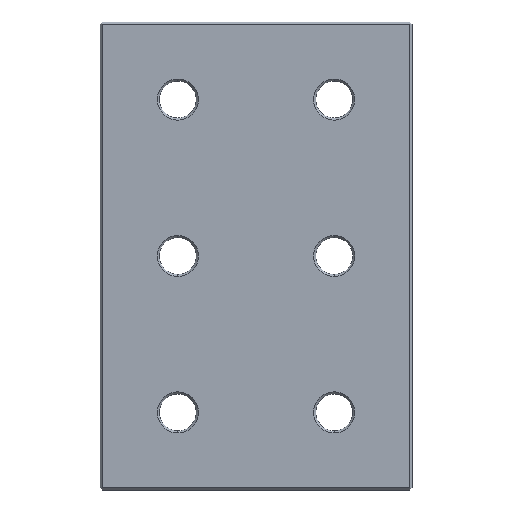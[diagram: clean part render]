
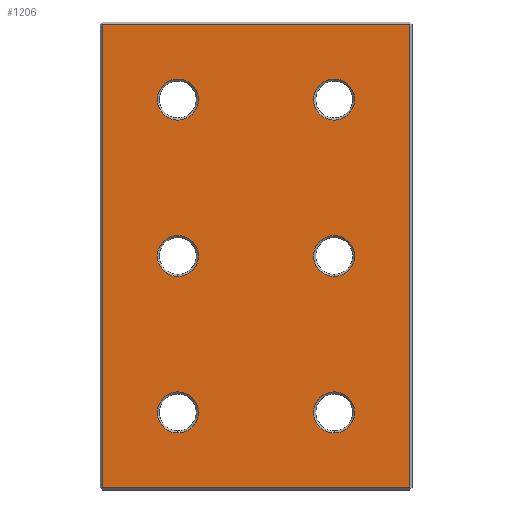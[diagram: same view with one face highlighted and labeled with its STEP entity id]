
A CAD part, front view. The second image highlights one B-rep face of the part: STEP entity #1206.
In plain terms, the highlighted planar face has unit normal (0, -1, 0).
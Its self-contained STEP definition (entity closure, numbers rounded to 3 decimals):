
#38 = DIRECTION ( 'NONE',  ( 0., 1., 0. ) ) ;
#46 = EDGE_CURVE ( 'NONE', #570, #1226, #1016, .T. ) ;
#52 = VERTEX_POINT ( 'NONE', #1030 ) ;
#58 = CARTESIAN_POINT ( 'NONE',  ( 19.05, 0., 38.1 ) ) ;
#61 = CIRCLE ( 'NONE', #775, 5. ) ;
#81 = CARTESIAN_POINT ( 'NONE',  ( -38., 0., 56.5 ) ) ;
#86 = AXIS2_PLACEMENT_3D ( 'NONE', #585, #38, #199 ) ;
#105 = EDGE_CURVE ( 'NONE', #283, #1518, #896, .T. ) ;
#119 = FACE_BOUND ( 'NONE', #1074, .T. ) ;
#139 = CARTESIAN_POINT ( 'NONE',  ( 37.5, 0., -56.5 ) ) ;
#151 = DIRECTION ( 'NONE',  ( 0., 1., 0. ) ) ;
#166 = CARTESIAN_POINT ( 'NONE',  ( -19.05, 0., -33.1 ) ) ;
#177 = ORIENTED_EDGE ( 'NONE', *, *, #409, .T. ) ;
#179 = AXIS2_PLACEMENT_3D ( 'NONE', #1463, #1709, #1052 ) ;
#199 = DIRECTION ( 'NONE',  ( 0., 0., 1. ) ) ;
#208 = DIRECTION ( 'NONE',  ( 0., 0., 1. ) ) ;
#218 = VERTEX_POINT ( 'NONE', #1699 ) ;
#237 = CIRCLE ( 'NONE', #1314, 5. ) ;
#248 = AXIS2_PLACEMENT_3D ( 'NONE', #1340, #151, #402 ) ;
#269 = CARTESIAN_POINT ( 'NONE',  ( 19.05, 0., -38.1 ) ) ;
#283 = VERTEX_POINT ( 'NONE', #1572 ) ;
#284 = DIRECTION ( 'NONE',  ( 0., 1., 0. ) ) ;
#296 = CARTESIAN_POINT ( 'NONE',  ( -19.05, 0., 5. ) ) ;
#316 = CARTESIAN_POINT ( 'NONE',  ( -19.05, 0., 0. ) ) ;
#323 = DIRECTION ( 'NONE',  ( 0., 1., 0. ) ) ;
#330 = LINE ( 'NONE', #730, #633 ) ;
#331 = EDGE_LOOP ( 'NONE', ( #1506, #1445 ) ) ;
#332 = EDGE_CURVE ( 'NONE', #622, #936, #605, .T. ) ;
#335 = DIRECTION ( 'NONE',  ( 0., 0., 1. ) ) ;
#337 = ORIENTED_EDGE ( 'NONE', *, *, #758, .T. ) ;
#371 = EDGE_CURVE ( 'NONE', #792, #1694, #330, .T. ) ;
#389 = CIRCLE ( 'NONE', #1204, 5. ) ;
#396 = FACE_BOUND ( 'NONE', #331, .T. ) ;
#402 = DIRECTION ( 'NONE',  ( 0., 0., 1. ) ) ;
#409 = EDGE_CURVE ( 'NONE', #747, #1582, #237, .T. ) ;
#431 = CIRCLE ( 'NONE', #1088, 5. ) ;
#439 = DIRECTION ( 'NONE',  ( 0., 0., 1. ) ) ;
#442 = CARTESIAN_POINT ( 'NONE',  ( 19.05, 0., 33.1 ) ) ;
#461 = EDGE_CURVE ( 'NONE', #1694, #283, #1161, .T. ) ;
#467 = DIRECTION ( 'NONE',  ( 0., 1., 0. ) ) ;
#477 = AXIS2_PLACEMENT_3D ( 'NONE', #58, #708, #1228 ) ;
#487 = DIRECTION ( 'NONE',  ( 0., 0., 1. ) ) ;
#521 = DIRECTION ( 'NONE',  ( 0., 1., 0. ) ) ;
#534 = EDGE_LOOP ( 'NONE', ( #828, #1526 ) ) ;
#539 = CIRCLE ( 'NONE', #1658, 5. ) ;
#565 = ORIENTED_EDGE ( 'NONE', *, *, #1656, .T. ) ;
#569 = VERTEX_POINT ( 'NONE', #654 ) ;
#570 = VERTEX_POINT ( 'NONE', #1152 ) ;
#585 = CARTESIAN_POINT ( 'NONE',  ( -19.05, 0., 0. ) ) ;
#587 = ORIENTED_EDGE ( 'NONE', *, *, #105, .T. ) ;
#596 = DIRECTION ( 'NONE',  ( 1., 0., 0. ) ) ;
#600 = DIRECTION ( 'NONE',  ( 0., 1., 0. ) ) ;
#605 = CIRCLE ( 'NONE', #86, 5. ) ;
#622 = VERTEX_POINT ( 'NONE', #296 ) ;
#633 = VECTOR ( 'NONE', #596, 1000. ) ;
#636 = VERTEX_POINT ( 'NONE', #442 ) ;
#637 = CIRCLE ( 'NONE', #1129, 5. ) ;
#640 = DIRECTION ( 'NONE',  ( 0., 1., 0. ) ) ;
#654 = CARTESIAN_POINT ( 'NONE',  ( 19.05, 0., 43.1 ) ) ;
#664 = AXIS2_PLACEMENT_3D ( 'NONE', #1148, #640, #487 ) ;
#669 = FACE_BOUND ( 'NONE', #1710, .T. ) ;
#675 = CIRCLE ( 'NONE', #248, 5. ) ;
#706 = DIRECTION ( 'NONE',  ( 0., 1., 0. ) ) ;
#708 = DIRECTION ( 'NONE',  ( 0., 1., 0. ) ) ;
#715 = CARTESIAN_POINT ( 'NONE',  ( -19.05, 0., -38.1 ) ) ;
#717 = ORIENTED_EDGE ( 'NONE', *, *, #461, .T. ) ;
#721 = VECTOR ( 'NONE', #1147, 1000. ) ;
#724 = DIRECTION ( 'NONE',  ( 0., 0., 1. ) ) ;
#727 = CARTESIAN_POINT ( 'NONE',  ( -19.05, 0., 43.1 ) ) ;
#728 = DIRECTION ( 'NONE',  ( 0., 1., 0. ) ) ;
#730 = CARTESIAN_POINT ( 'NONE',  ( -38., 0., -56.5 ) ) ;
#744 = CARTESIAN_POINT ( 'NONE',  ( -37.5, 0., 56.5 ) ) ;
#747 = VERTEX_POINT ( 'NONE', #166 ) ;
#758 = EDGE_CURVE ( 'NONE', #636, #569, #938, .T. ) ;
#775 = AXIS2_PLACEMENT_3D ( 'NONE', #715, #706, #1239 ) ;
#787 = CARTESIAN_POINT ( 'NONE',  ( -37.5, 0., -56.5 ) ) ;
#792 = VERTEX_POINT ( 'NONE', #787 ) ;
#802 = DIRECTION ( 'NONE',  ( 0., 0., 1. ) ) ;
#828 = ORIENTED_EDGE ( 'NONE', *, *, #1417, .T. ) ;
#853 = EDGE_LOOP ( 'NONE', ( #1442, #565 ) ) ;
#896 = LINE ( 'NONE', #81, #721 ) ;
#922 = PLANE ( 'NONE',  #179 ) ;
#925 = CARTESIAN_POINT ( 'NONE',  ( -19.05, 0., -43.1 ) ) ;
#936 = VERTEX_POINT ( 'NONE', #1201 ) ;
#938 = CIRCLE ( 'NONE', #477, 5. ) ;
#942 = FACE_BOUND ( 'NONE', #853, .T. ) ;
#945 = EDGE_CURVE ( 'NONE', #218, #1365, #431, .T. ) ;
#974 = DIRECTION ( 'NONE',  ( 0., 0., 1. ) ) ;
#988 = DIRECTION ( 'NONE',  ( 0., 1., 0. ) ) ;
#999 = CARTESIAN_POINT ( 'NONE',  ( 19.05, 0., 0. ) ) ;
#1012 = CIRCLE ( 'NONE', #664, 5. ) ;
#1016 = CIRCLE ( 'NONE', #1238, 5. ) ;
#1027 = EDGE_CURVE ( 'NONE', #1094, #52, #675, .T. ) ;
#1030 = CARTESIAN_POINT ( 'NONE',  ( -19.05, 0., 33.1 ) ) ;
#1043 = DIRECTION ( 'NONE',  ( 0., 0., 1. ) ) ;
#1052 = DIRECTION ( 'NONE',  ( 1., 0., 0. ) ) ;
#1074 = EDGE_LOOP ( 'NONE', ( #1707, #177 ) ) ;
#1079 = LINE ( 'NONE', #1512, #1304 ) ;
#1088 = AXIS2_PLACEMENT_3D ( 'NONE', #269, #284, #802 ) ;
#1094 = VERTEX_POINT ( 'NONE', #727 ) ;
#1103 = CARTESIAN_POINT ( 'NONE',  ( 19.05, 0., -33.1 ) ) ;
#1111 = CARTESIAN_POINT ( 'NONE',  ( 19.05, 0., 38.1 ) ) ;
#1116 = ORIENTED_EDGE ( 'NONE', *, *, #1722, .T. ) ;
#1129 = AXIS2_PLACEMENT_3D ( 'NONE', #1248, #728, #335 ) ;
#1147 = DIRECTION ( 'NONE',  ( -1., 0., 0. ) ) ;
#1148 = CARTESIAN_POINT ( 'NONE',  ( -19.05, 0., 38.1 ) ) ;
#1152 = CARTESIAN_POINT ( 'NONE',  ( 19.05, 0., -5. ) ) ;
#1161 = LINE ( 'NONE', #1312, #1426 ) ;
#1201 = CARTESIAN_POINT ( 'NONE',  ( -19.05, 0., -5. ) ) ;
#1204 = AXIS2_PLACEMENT_3D ( 'NONE', #316, #600, #974 ) ;
#1206 = ADVANCED_FACE ( 'NONE', ( #942, #1325, #119, #396, #669, #1591, #1600 ), #922, .F. ) ;
#1213 = ORIENTED_EDGE ( 'NONE', *, *, #46, .T. ) ;
#1215 = CARTESIAN_POINT ( 'NONE',  ( 19.05, 0., -38.1 ) ) ;
#1226 = VERTEX_POINT ( 'NONE', #1334 ) ;
#1228 = DIRECTION ( 'NONE',  ( 0., 0., 1. ) ) ;
#1238 = AXIS2_PLACEMENT_3D ( 'NONE', #999, #521, #1273 ) ;
#1239 = DIRECTION ( 'NONE',  ( 0., 0., 1. ) ) ;
#1248 = CARTESIAN_POINT ( 'NONE',  ( 19.05, 0., 0. ) ) ;
#1273 = DIRECTION ( 'NONE',  ( 0., 0., 1. ) ) ;
#1286 = EDGE_LOOP ( 'NONE', ( #1213, #1292 ) ) ;
#1292 = ORIENTED_EDGE ( 'NONE', *, *, #1329, .T. ) ;
#1304 = VECTOR ( 'NONE', #1337, 1000. ) ;
#1312 = CARTESIAN_POINT ( 'NONE',  ( 37.5, 0., 57. ) ) ;
#1314 = AXIS2_PLACEMENT_3D ( 'NONE', #1376, #988, #208 ) ;
#1319 = EDGE_CURVE ( 'NONE', #1582, #747, #61, .T. ) ;
#1325 = FACE_BOUND ( 'NONE', #1286, .T. ) ;
#1329 = EDGE_CURVE ( 'NONE', #1226, #570, #637, .T. ) ;
#1332 = EDGE_CURVE ( 'NONE', #569, #636, #1401, .T. ) ;
#1334 = CARTESIAN_POINT ( 'NONE',  ( 19.05, 0., 5. ) ) ;
#1337 = DIRECTION ( 'NONE',  ( 0., 0., -1. ) ) ;
#1340 = CARTESIAN_POINT ( 'NONE',  ( -19.05, 0., 38.1 ) ) ;
#1342 = EDGE_CURVE ( 'NONE', #936, #622, #389, .T. ) ;
#1343 = ORIENTED_EDGE ( 'NONE', *, *, #1332, .T. ) ;
#1365 = VERTEX_POINT ( 'NONE', #1103 ) ;
#1376 = CARTESIAN_POINT ( 'NONE',  ( -19.05, 0., -38.1 ) ) ;
#1401 = CIRCLE ( 'NONE', #1724, 5. ) ;
#1417 = EDGE_CURVE ( 'NONE', #52, #1094, #1012, .T. ) ;
#1426 = VECTOR ( 'NONE', #1043, 1000. ) ;
#1442 = ORIENTED_EDGE ( 'NONE', *, *, #945, .T. ) ;
#1445 = ORIENTED_EDGE ( 'NONE', *, *, #332, .T. ) ;
#1463 = CARTESIAN_POINT ( 'NONE',  ( -38., 0., 57. ) ) ;
#1465 = ORIENTED_EDGE ( 'NONE', *, *, #371, .T. ) ;
#1506 = ORIENTED_EDGE ( 'NONE', *, *, #1342, .T. ) ;
#1512 = CARTESIAN_POINT ( 'NONE',  ( -37.5, 0., 57. ) ) ;
#1518 = VERTEX_POINT ( 'NONE', #744 ) ;
#1526 = ORIENTED_EDGE ( 'NONE', *, *, #1027, .T. ) ;
#1534 = EDGE_LOOP ( 'NONE', ( #587, #1116, #1465, #717 ) ) ;
#1572 = CARTESIAN_POINT ( 'NONE',  ( 37.5, 0., 56.5 ) ) ;
#1582 = VERTEX_POINT ( 'NONE', #925 ) ;
#1591 = FACE_BOUND ( 'NONE', #534, .T. ) ;
#1600 = FACE_OUTER_BOUND ( 'NONE', #1534, .T. ) ;
#1656 = EDGE_CURVE ( 'NONE', #1365, #218, #539, .T. ) ;
#1658 = AXIS2_PLACEMENT_3D ( 'NONE', #1215, #323, #724 ) ;
#1694 = VERTEX_POINT ( 'NONE', #139 ) ;
#1699 = CARTESIAN_POINT ( 'NONE',  ( 19.05, 0., -43.1 ) ) ;
#1707 = ORIENTED_EDGE ( 'NONE', *, *, #1319, .T. ) ;
#1709 = DIRECTION ( 'NONE',  ( 0., 1., 0. ) ) ;
#1710 = EDGE_LOOP ( 'NONE', ( #337, #1343 ) ) ;
#1722 = EDGE_CURVE ( 'NONE', #1518, #792, #1079, .T. ) ;
#1724 = AXIS2_PLACEMENT_3D ( 'NONE', #1111, #467, #439 ) ;
